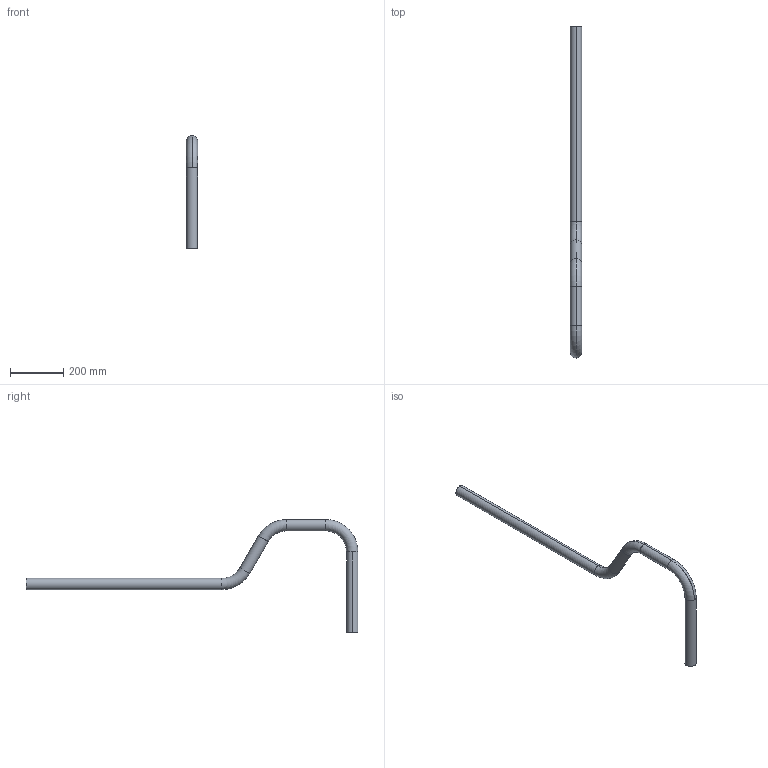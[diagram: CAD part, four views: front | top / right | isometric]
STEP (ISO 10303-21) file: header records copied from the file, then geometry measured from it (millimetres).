
FILE_DESCRIPTION (( 'STEP AP203' ), '1' );
FILE_NAME ('51000-VA.step', '2019-06-07T12:12:58', ( '' ), ( '' ), 'SwSTEP 2.0', 'SolidWorks 2015', '' );
FILE_SCHEMA (( 'CONFIG_CONTROL_DESIGN' ));
Length unit declared in the file: millimetre
Products named in the file (1): 51000-VA
Bounding box: 42.4 x 1242 x 422.4 mm (x, y, z)
Volume: 527907.9 mm3; surface area: 422962.4 mm2
Topology: 1 solids, 1 shells, 238 faces, 634 edges, 406 vertices
Faces by surface type: plane 90, bspline 83, cylinder 53, torus 12
Entity records: 11003 total; most frequent: CARTESIAN_POINT 5626, ORIENTED_EDGE 1268, DIRECTION 842, EDGE_CURVE 634, VERTEX_POINT 406, VECTOR 294, LINE 294, AXIS2_PLACEMENT_3D 274
